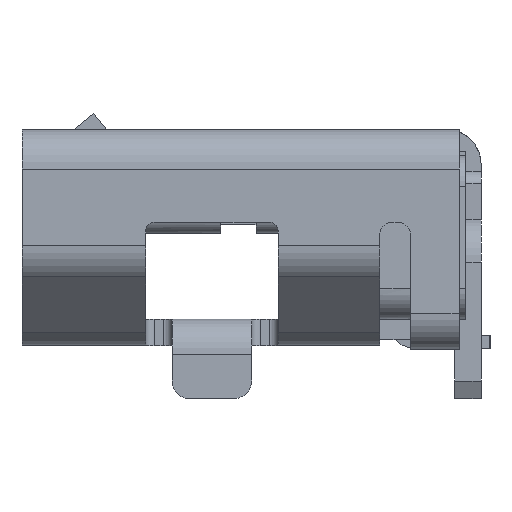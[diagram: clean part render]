
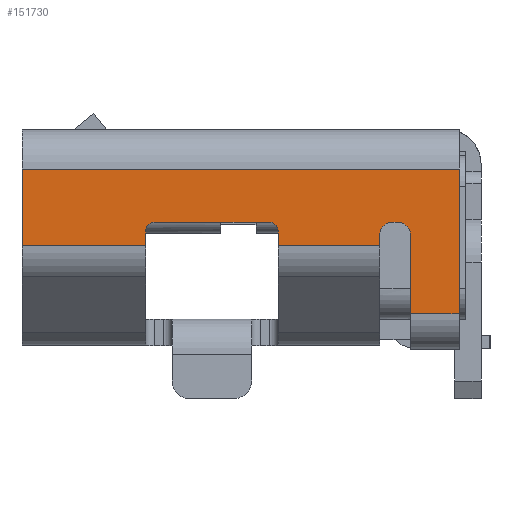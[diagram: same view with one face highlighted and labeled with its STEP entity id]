
A CAD part, left-side view. The second image highlights one B-rep face of the part: STEP entity #151730.
In plain terms, the highlighted planar face has unit normal (-1, 0, 0).
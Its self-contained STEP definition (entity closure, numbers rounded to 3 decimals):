
#74070=CARTESIAN_POINT('',(-3.75,1.45,
0.865));
#74080=VERTEX_POINT('',#74070);
#74260=CARTESIAN_POINT('',(-3.75,0.9,
0.865));
#74270=VERTEX_POINT('',#74260);
#74300=CARTESIAN_POINT('',(-3.75,-3.2,
0.865));
#74310=DIRECTION('',(0.,1.,0.));
#74320=VECTOR('',#74310,1.);
#74330=LINE('',#74300,#74320);
#74340=EDGE_CURVE('',#74270,#74080,#74330,.T.);
#90450=CARTESIAN_POINT('',(-3.75,0.9,
-0.025));
#90460=VERTEX_POINT('',#90450);
#90490=CARTESIAN_POINT('',(-3.75,0.9,
0.025));
#90500=DIRECTION('',(-0.,0.,1.));
#90510=VECTOR('',#90500,1.);
#90520=LINE('',#90490,#90510);
#90530=EDGE_CURVE('',#90460,#74270,#90520,.T.);
#149740=CARTESIAN_POINT('',(-3.75,1.45,
-0.775));
#149750=VERTEX_POINT('',#149740);
#149780=CARTESIAN_POINT('',(-3.75,1.243,
-0.775));
#149790=DIRECTION('',(0.,-1.,0.));
#149800=VECTOR('',#149790,1.);
#149810=LINE('',#149780,#149800);
#149820=CARTESIAN_POINT('',(-3.75,-3.5,
-0.775));
#149830=VERTEX_POINT('',#149820);
#149840=EDGE_CURVE('',#149750,#149830,#149810,.T.);
#150070=CARTESIAN_POINT('',(-3.75,0.7,
-0.175));
#150080=VERTEX_POINT('',#150070);
#150110=CARTESIAN_POINT('',(-3.75,-3.2,
-0.175));
#150120=DIRECTION('',(0.,1.,0.));
#150130=VECTOR('',#150120,1.);
#150140=LINE('',#150110,#150130);
#150150=CARTESIAN_POINT('',(-3.75,0.75,
-0.175));
#150160=VERTEX_POINT('',#150150);
#150170=EDGE_CURVE('',#150080,#150160,#150140,.T.);
#150340=CARTESIAN_POINT('',(-3.75,1.45,
0.025));
#150350=DIRECTION('',(-0.,0.,1.));
#150360=VECTOR('',#150350,1.);
#150370=LINE('',#150340,#150360);
#150380=EDGE_CURVE('',#149750,#74080,#150370,.T.);
#150730=CARTESIAN_POINT('',(-3.75,-1.175,
0.));
#150740=DIRECTION('',(-1.,0.,-0.));
#150750=DIRECTION('',(0.,0.,1.));
#150760=AXIS2_PLACEMENT_3D('',#150730,#150740,#150750);
#150770=PLANE('',#150760);
#150780=ORIENTED_EDGE('',*,*,#90530,.T.);
#150790=CARTESIAN_POINT('',(-3.75,0.75,
-0.025));
#150800=DIRECTION('',(-1.,0.,0.));
#150810=DIRECTION('',(0.,0.,1.));
#150820=AXIS2_PLACEMENT_3D('',#150790,#150800,#150810);
#150830=CIRCLE('',#150820,0.15);
#150840=EDGE_CURVE('',#90460,#150160,#150830,.T.);
#150850=ORIENTED_EDGE('',*,*,#150840,.F.);
#150860=ORIENTED_EDGE('',*,*,#150170,.T.);
#150870=CARTESIAN_POINT('',(-3.75,0.7,
-0.025));
#150880=DIRECTION('',(-1.,0.,0.));
#150890=DIRECTION('',(0.,0.,1.));
#150900=AXIS2_PLACEMENT_3D('',#150870,#150880,#150890);
#150910=CIRCLE('',#150900,0.15);
#150920=CARTESIAN_POINT('',(-3.75,0.55,
-0.025));
#150930=VERTEX_POINT('',#150920);
#150940=EDGE_CURVE('',#150080,#150930,#150910,.T.);
#150950=ORIENTED_EDGE('',*,*,#150940,.F.);
#150960=CARTESIAN_POINT('',(-3.75,0.55,
0.025));
#150970=DIRECTION('',(0.,0.,-1.));
#150980=VECTOR('',#150970,1.);
#150990=LINE('',#150960,#150980);
#151000=CARTESIAN_POINT('',(-3.75,0.55,
0.092));
#151010=VERTEX_POINT('',#151000);
#151020=EDGE_CURVE('',#151010,#150930,#150990,.T.);
#151030=ORIENTED_EDGE('',*,*,#151020,.T.);
#151040=CARTESIAN_POINT('',(-3.75,-3.2,
0.092));
#151050=DIRECTION('',(0.,1.,0.));
#151060=VECTOR('',#151050,1.);
#151070=LINE('',#151040,#151060);
#151080=CARTESIAN_POINT('',(-3.75,-0.6,
0.092));
#151090=VERTEX_POINT('',#151080);
#151100=EDGE_CURVE('',#151090,#151010,#151070,.T.);
#151110=ORIENTED_EDGE('',*,*,#151100,.T.);
#151120=CARTESIAN_POINT('',(-3.75,-0.6,
0.025));
#151130=DIRECTION('',(-0.,0.,1.));
#151140=VECTOR('',#151130,1.);
#151150=LINE('',#151120,#151140);
#151160=CARTESIAN_POINT('',(-3.75,-0.6,
-0.075));
#151170=VERTEX_POINT('',#151160);
#151180=EDGE_CURVE('',#151170,#151090,#151150,.T.);
#151190=ORIENTED_EDGE('',*,*,#151180,.T.);
#151200=CARTESIAN_POINT('',(-3.75,-0.7,
-0.075));
#151210=DIRECTION('',(-1.,0.,0.));
#151220=DIRECTION('',(0.,1.,0.));
#151230=AXIS2_PLACEMENT_3D('',#151200,#151210,#151220);
#151240=CIRCLE('',#151230,0.1);
#151250=CARTESIAN_POINT('',(-3.75,-0.7,
-0.175));
#151260=VERTEX_POINT('',#151250);
#151270=EDGE_CURVE('',#151170,#151260,#151240,.T.);
#151280=ORIENTED_EDGE('',*,*,#151270,.F.);
#151290=CARTESIAN_POINT('',(-3.75,-1.7,
-0.175));
#151300=DIRECTION('',(0.,1.,0.));
#151310=VECTOR('',#151300,1.3);
#151320=LINE('',#151290,#151310);
#151330=CARTESIAN_POINT('',(-3.75,-2.,
-0.175));
#151340=VERTEX_POINT('',#151330);
#151350=EDGE_CURVE('',#151340,#151260,#151320,.T.);
#151360=ORIENTED_EDGE('',*,*,#151350,.T.);
#151370=CARTESIAN_POINT('',(-3.75,-2.,
-0.075));
#151380=DIRECTION('',(-1.,0.,0.));
#151390=DIRECTION('',(0.,0.,-1.));
#151400=AXIS2_PLACEMENT_3D('',#151370,#151380,#151390);
#151410=CIRCLE('',#151400,0.1);
#151420=CARTESIAN_POINT('',(-3.75,-2.1,
-0.075));
#151430=VERTEX_POINT('',#151420);
#151440=EDGE_CURVE('',#151340,#151430,#151410,.T.);
#151450=ORIENTED_EDGE('',*,*,#151440,.F.);
#151460=CARTESIAN_POINT('',(-3.75,-2.1,
0.025));
#151470=DIRECTION('',(-0.,0.,1.));
#151480=VECTOR('',#151470,1.);
#151490=LINE('',#151460,#151480);
#151500=CARTESIAN_POINT('',(-3.75,-2.1,
0.092));
#151510=VERTEX_POINT('',#151500);
#151520=EDGE_CURVE('',#151430,#151510,#151490,.T.);
#151530=ORIENTED_EDGE('',*,*,#151520,.F.);
#151540=CARTESIAN_POINT('',(-3.75,-3.2,
0.092));
#151550=DIRECTION('',(0.,1.,0.));
#151560=VECTOR('',#151550,1.);
#151570=LINE('',#151540,#151560);
#151580=CARTESIAN_POINT('',(-3.75,-3.5,
0.092));
#151590=VERTEX_POINT('',#151580);
#151600=EDGE_CURVE('',#151590,#151510,#151570,.T.);
#151610=ORIENTED_EDGE('',*,*,#151600,.T.);
#151620=CARTESIAN_POINT('',(-3.75,-3.5,
0.025));
#151630=DIRECTION('',(-0.,0.,1.));
#151640=VECTOR('',#151630,1.);
#151650=LINE('',#151620,#151640);
#151660=EDGE_CURVE('',#149830,#151590,#151650,.T.);
#151670=ORIENTED_EDGE('',*,*,#151660,.T.);
#151680=ORIENTED_EDGE('',*,*,#149840,.T.);
#151690=ORIENTED_EDGE('',*,*,#150380,.F.);
#151700=ORIENTED_EDGE('',*,*,#74340,.T.);
#151710=EDGE_LOOP('',(#151700,#151690,#151680,#151670,#151610,#151530,
#151450,#151360,#151280,#151190,#151110,#151030,#150950,#150860,#150850,
#150780));
#151720=FACE_OUTER_BOUND('',#151710,.T.);
#151730=ADVANCED_FACE('',(#151720),#150770,.T.);
